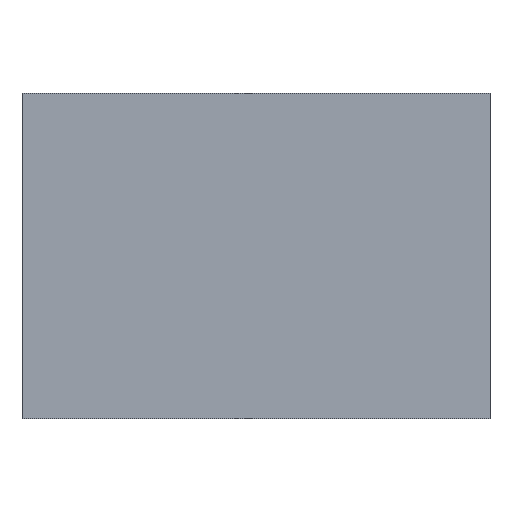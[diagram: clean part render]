
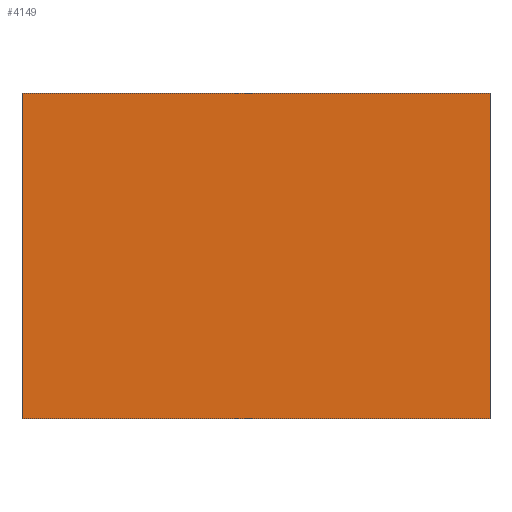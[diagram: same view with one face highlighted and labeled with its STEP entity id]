
A CAD part, top view. The second image highlights one B-rep face of the part: STEP entity #4149.
In plain terms, the highlighted planar face has unit normal (0, 0, 1).
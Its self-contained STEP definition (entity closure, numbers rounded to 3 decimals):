
#994 = PLANE('',#995);
#995 = AXIS2_PLACEMENT_3D('',#996,#997,#998);
#996 = CARTESIAN_POINT('',(0.,0.,0.));
#997 = DIRECTION('',(0.,1.,0.));
#998 = DIRECTION('',(1.,0.,0.));
#1022 = PLANE('',#1023);
#1023 = AXIS2_PLACEMENT_3D('',#1024,#1025,#1026);
#1024 = CARTESIAN_POINT('',(0.,-69.85,0.));
#1025 = DIRECTION('',(-1.,0.,0.));
#1026 = DIRECTION('',(0.,1.,0.));
#1118 = PLANE('',#1119);
#1119 = AXIS2_PLACEMENT_3D('',#1120,#1121,#1122);
#1120 = CARTESIAN_POINT('',(100.45,-69.85,0.));
#1121 = DIRECTION('',(0.,-1.,0.));
#1122 = DIRECTION('',(-1.,0.,0.));
#1144 = PLANE('',#1145);
#1145 = AXIS2_PLACEMENT_3D('',#1146,#1147,#1148);
#1146 = CARTESIAN_POINT('',(100.45,0.,0.));
#1147 = DIRECTION('',(1.,0.,0.));
#1148 = DIRECTION('',(0.,-1.,0.));
#1886 = VERTEX_POINT('',#1887);
#1887 = CARTESIAN_POINT('',(0.,0.,7.));
#1908 = EDGE_CURVE('',#1886,#1909,#1911,.T.);
#1909 = VERTEX_POINT('',#1910);
#1910 = CARTESIAN_POINT('',(100.45,0.,7.));
#1911 = SURFACE_CURVE('',#1912,(#1916,#1923),.PCURVE_S1.);
#1912 = LINE('',#1913,#1914);
#1913 = CARTESIAN_POINT('',(0.,0.,7.));
#1914 = VECTOR('',#1915,1.);
#1915 = DIRECTION('',(1.,0.,0.));
#1916 = PCURVE('',#994,#1917);
#1917 = DEFINITIONAL_REPRESENTATION('',(#1918),#1922);
#1918 = LINE('',#1919,#1920);
#1919 = CARTESIAN_POINT('',(0.,-7.));
#1920 = VECTOR('',#1921,1.);
#1921 = DIRECTION('',(1.,0.));
#1922 = ( GEOMETRIC_REPRESENTATION_CONTEXT(2) 
PARAMETRIC_REPRESENTATION_CONTEXT() REPRESENTATION_CONTEXT('2D SPACE',''
  ) );
#1923 = PCURVE('',#1924,#1929);
#1924 = PLANE('',#1925);
#1925 = AXIS2_PLACEMENT_3D('',#1926,#1927,#1928);
#1926 = CARTESIAN_POINT('',(0.,0.,7.));
#1927 = DIRECTION('',(0.,0.,1.));
#1928 = DIRECTION('',(1.,0.,0.));
#1929 = DEFINITIONAL_REPRESENTATION('',(#1930),#1934);
#1930 = LINE('',#1931,#1932);
#1931 = CARTESIAN_POINT('',(0.,0.));
#1932 = VECTOR('',#1933,1.);
#1933 = DIRECTION('',(1.,0.));
#1934 = ( GEOMETRIC_REPRESENTATION_CONTEXT(2) 
PARAMETRIC_REPRESENTATION_CONTEXT() REPRESENTATION_CONTEXT('2D SPACE',''
  ) );
#2024 = EDGE_CURVE('',#1909,#2025,#2027,.T.);
#2025 = VERTEX_POINT('',#2026);
#2026 = CARTESIAN_POINT('',(100.45,-69.85,7.));
#2027 = SURFACE_CURVE('',#2028,(#2032,#2039),.PCURVE_S1.);
#2028 = LINE('',#2029,#2030);
#2029 = CARTESIAN_POINT('',(100.45,0.,7.));
#2030 = VECTOR('',#2031,1.);
#2031 = DIRECTION('',(0.,-1.,0.));
#2032 = PCURVE('',#1144,#2033);
#2033 = DEFINITIONAL_REPRESENTATION('',(#2034),#2038);
#2034 = LINE('',#2035,#2036);
#2035 = CARTESIAN_POINT('',(0.,-7.));
#2036 = VECTOR('',#2037,1.);
#2037 = DIRECTION('',(1.,0.));
#2038 = ( GEOMETRIC_REPRESENTATION_CONTEXT(2) 
PARAMETRIC_REPRESENTATION_CONTEXT() REPRESENTATION_CONTEXT('2D SPACE',''
  ) );
#2039 = PCURVE('',#1924,#2040);
#2040 = DEFINITIONAL_REPRESENTATION('',(#2041),#2045);
#2041 = LINE('',#2042,#2043);
#2042 = CARTESIAN_POINT('',(100.45,0.));
#2043 = VECTOR('',#2044,1.);
#2044 = DIRECTION('',(0.,-1.));
#2045 = ( GEOMETRIC_REPRESENTATION_CONTEXT(2) 
PARAMETRIC_REPRESENTATION_CONTEXT() REPRESENTATION_CONTEXT('2D SPACE',''
  ) );
#2073 = EDGE_CURVE('',#2025,#2074,#2076,.T.);
#2074 = VERTEX_POINT('',#2075);
#2075 = CARTESIAN_POINT('',(0.,-69.85,7.));
#2076 = SURFACE_CURVE('',#2077,(#2081,#2088),.PCURVE_S1.);
#2077 = LINE('',#2078,#2079);
#2078 = CARTESIAN_POINT('',(100.45,-69.85,7.));
#2079 = VECTOR('',#2080,1.);
#2080 = DIRECTION('',(-1.,0.,0.));
#2081 = PCURVE('',#1118,#2082);
#2082 = DEFINITIONAL_REPRESENTATION('',(#2083),#2087);
#2083 = LINE('',#2084,#2085);
#2084 = CARTESIAN_POINT('',(0.,-7.));
#2085 = VECTOR('',#2086,1.);
#2086 = DIRECTION('',(1.,0.));
#2087 = ( GEOMETRIC_REPRESENTATION_CONTEXT(2) 
PARAMETRIC_REPRESENTATION_CONTEXT() REPRESENTATION_CONTEXT('2D SPACE',''
  ) );
#2088 = PCURVE('',#1924,#2089);
#2089 = DEFINITIONAL_REPRESENTATION('',(#2090),#2094);
#2090 = LINE('',#2091,#2092);
#2091 = CARTESIAN_POINT('',(100.45,-69.85));
#2092 = VECTOR('',#2093,1.);
#2093 = DIRECTION('',(-1.,0.));
#2094 = ( GEOMETRIC_REPRESENTATION_CONTEXT(2) 
PARAMETRIC_REPRESENTATION_CONTEXT() REPRESENTATION_CONTEXT('2D SPACE',''
  ) );
#2185 = EDGE_CURVE('',#2074,#1886,#2186,.T.);
#2186 = SURFACE_CURVE('',#2187,(#2191,#2198),.PCURVE_S1.);
#2187 = LINE('',#2188,#2189);
#2188 = CARTESIAN_POINT('',(0.,-69.85,7.));
#2189 = VECTOR('',#2190,1.);
#2190 = DIRECTION('',(0.,1.,0.));
#2191 = PCURVE('',#1022,#2192);
#2192 = DEFINITIONAL_REPRESENTATION('',(#2193),#2197);
#2193 = LINE('',#2194,#2195);
#2194 = CARTESIAN_POINT('',(0.,-7.));
#2195 = VECTOR('',#2196,1.);
#2196 = DIRECTION('',(1.,0.));
#2197 = ( GEOMETRIC_REPRESENTATION_CONTEXT(2) 
PARAMETRIC_REPRESENTATION_CONTEXT() REPRESENTATION_CONTEXT('2D SPACE',''
  ) );
#2198 = PCURVE('',#1924,#2199);
#2199 = DEFINITIONAL_REPRESENTATION('',(#2200),#2204);
#2200 = LINE('',#2201,#2202);
#2201 = CARTESIAN_POINT('',(0.,-69.85));
#2202 = VECTOR('',#2203,1.);
#2203 = DIRECTION('',(0.,1.));
#2204 = ( GEOMETRIC_REPRESENTATION_CONTEXT(2) 
PARAMETRIC_REPRESENTATION_CONTEXT() REPRESENTATION_CONTEXT('2D SPACE',''
  ) );
#4149 = ADVANCED_FACE('',(#4150),#1924,.T.);
#4150 = FACE_BOUND('',#4151,.F.);
#4151 = EDGE_LOOP('',(#4152,#4153,#4154,#4155));
#4152 = ORIENTED_EDGE('',*,*,#1908,.T.);
#4153 = ORIENTED_EDGE('',*,*,#2024,.T.);
#4154 = ORIENTED_EDGE('',*,*,#2073,.T.);
#4155 = ORIENTED_EDGE('',*,*,#2185,.T.);
